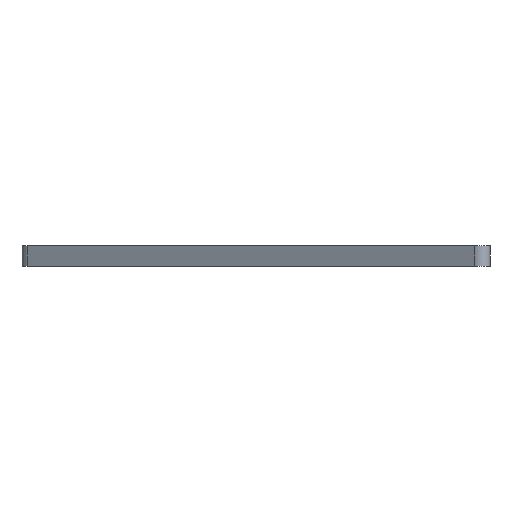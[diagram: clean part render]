
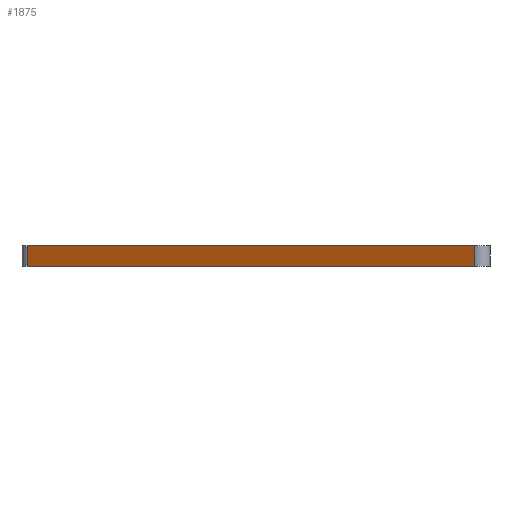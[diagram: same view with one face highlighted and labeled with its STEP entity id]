
A CAD part, left-side view. The second image highlights one B-rep face of the part: STEP entity #1875.
In plain terms, the highlighted planar face has unit normal (-0.866, 0.5, 0).
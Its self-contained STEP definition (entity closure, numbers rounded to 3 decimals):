
#37=PLANE('',#2013);
#135=FACE_OUTER_BOUND('',#240,.T.);
#240=EDGE_LOOP('',(#1631,#1632,#1633,#1634));
#499=LINE('',#5484,#607);
#521=LINE('',#7548,#629);
#527=LINE('',#7563,#635);
#534=LINE('',#7582,#642);
#607=VECTOR('',#2241,10.);
#629=VECTOR('',#2313,10.);
#635=VECTOR('',#2329,10.);
#642=VECTOR('',#2352,10.);
#799=VERTEX_POINT('',#5480);
#801=VERTEX_POINT('',#5483);
#830=VERTEX_POINT('',#7546);
#834=VERTEX_POINT('',#7562);
#1048=EDGE_CURVE('',#799,#801,#499,.F.);
#1101=EDGE_CURVE('',#830,#799,#521,.T.);
#1108=EDGE_CURVE('',#801,#834,#527,.T.);
#1118=EDGE_CURVE('',#834,#830,#534,.T.);
#1631=ORIENTED_EDGE('',*,*,#1101,.F.);
#1632=ORIENTED_EDGE('',*,*,#1118,.F.);
#1633=ORIENTED_EDGE('',*,*,#1108,.F.);
#1634=ORIENTED_EDGE('',*,*,#1048,.F.);
#1875=ADVANCED_FACE('',(#135),#37,.T.);
#2013=AXIS2_PLACEMENT_3D('',#7581,#2350,#2351);
#2241=DIRECTION('',(0.5,0.866,0.));
#2313=DIRECTION('',(0.,0.,1.));
#2329=DIRECTION('',(0.,0.,-1.));
#2350=DIRECTION('center_axis',(-0.866,0.5,0.));
#2351=DIRECTION('ref_axis',(-0.5,-0.866,0.));
#2352=DIRECTION('',(0.5,0.866,0.));
#5480=CARTESIAN_POINT('',(-4.33,148.,10.));
#5483=CARTESIAN_POINT('',(-130.337,-70.25,10.));
#5484=CARTESIAN_POINT('',(-33.369,97.703,10.));
#7546=CARTESIAN_POINT('',(-4.33,148.,0.));
#7548=CARTESIAN_POINT('',(-4.33,148.,0.));
#7562=CARTESIAN_POINT('',(-130.337,-70.25,0.));
#7563=CARTESIAN_POINT('',(-130.337,-70.25,0.));
#7581=CARTESIAN_POINT('Origin',(-12.99,133.,0.));
#7582=CARTESIAN_POINT('',(-33.369,97.703,0.));
